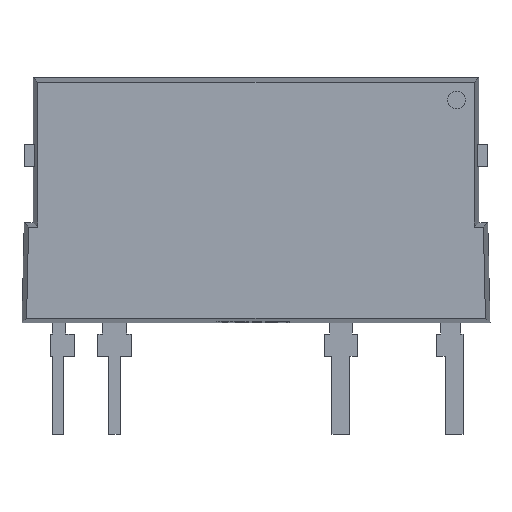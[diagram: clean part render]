
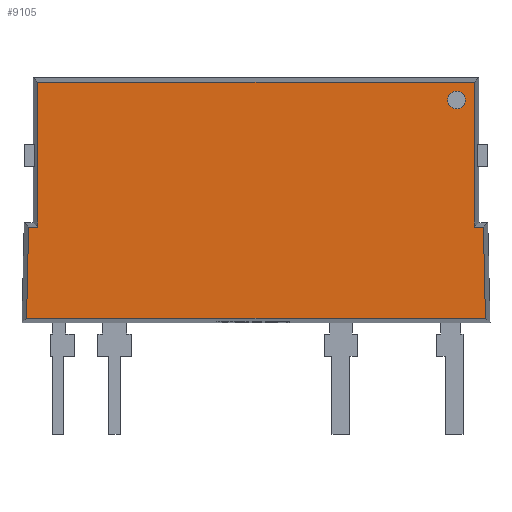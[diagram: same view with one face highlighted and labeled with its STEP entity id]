
A CAD part, front view. The second image highlights one B-rep face of the part: STEP entity #9105.
In plain terms, the highlighted planar face has unit normal (0, -1, 0).
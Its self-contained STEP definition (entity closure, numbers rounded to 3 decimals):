
#93 = ORIENTED_EDGE ( 'NONE', *, *, #8306, .F. ) ;
#312 = CARTESIAN_POINT ( 'NONE',  ( -10.204, -2.8, 4.3 ) ) ;
#345 = DIRECTION ( 'NONE',  ( 1., 0., 0. ) ) ;
#431 = ORIENTED_EDGE ( 'NONE', *, *, #10885, .F. ) ;
#501 = LINE ( 'NONE', #760, #7711 ) ;
#760 = CARTESIAN_POINT ( 'NONE',  ( 9.8, -2.8, 4.3 ) ) ;
#863 = DIRECTION ( 'NONE',  ( 0., 0., 1. ) ) ;
#886 = CARTESIAN_POINT ( 'NONE',  ( -9.8, -2.8, 4.3 ) ) ;
#1198 = ORIENTED_EDGE ( 'NONE', *, *, #9561, .F. ) ;
#1227 = VECTOR ( 'NONE', #5882, 1000. ) ;
#1355 = EDGE_CURVE ( 'NONE', #4308, #11347, #501, .T. ) ;
#1376 = ORIENTED_EDGE ( 'NONE', *, *, #3657, .F. ) ;
#1692 = ORIENTED_EDGE ( 'NONE', *, *, #14135, .F. ) ;
#1697 = VERTEX_POINT ( 'NONE', #11994 ) ;
#2042 = LINE ( 'NONE', #5841, #14843 ) ;
#2116 = LINE ( 'NONE', #12370, #7615 ) ;
#2172 = CARTESIAN_POINT ( 'NONE',  ( 10.296, -2.8, 0.2 ) ) ;
#2938 = CARTESIAN_POINT ( 'NONE',  ( -10.204, -2.8, 4.3 ) ) ;
#2943 = PLANE ( 'NONE',  #4404 ) ;
#3313 = CIRCLE ( 'NONE', #9213, 0.4 ) ;
#3657 = EDGE_CURVE ( 'NONE', #9067, #12308, #15289, .T. ) ;
#3932 = DIRECTION ( 'NONE',  ( 0.022, 0., 1. ) ) ;
#4292 = LINE ( 'NONE', #2938, #16515 ) ;
#4308 = VERTEX_POINT ( 'NONE', #12548 ) ;
#4404 = AXIS2_PLACEMENT_3D ( 'NONE', #16114, #6901, #5474 ) ;
#4572 = DIRECTION ( 'NONE',  ( 0., 0., -1. ) ) ;
#4747 = VERTEX_POINT ( 'NONE', #886 ) ;
#5004 = VECTOR ( 'NONE', #11282, 1000. ) ;
#5047 = CARTESIAN_POINT ( 'NONE',  ( 9., -2.8, 10. ) ) ;
#5242 = VERTEX_POINT ( 'NONE', #312 ) ;
#5414 = ORIENTED_EDGE ( 'NONE', *, *, #13850, .F. ) ;
#5474 = DIRECTION ( 'NONE',  ( 0., 0., 1. ) ) ;
#5803 = ORIENTED_EDGE ( 'NONE', *, *, #14605, .F. ) ;
#5841 = CARTESIAN_POINT ( 'NONE',  ( 9.8, -2.8, 10.8 ) ) ;
#5882 = DIRECTION ( 'NONE',  ( 1., 0., 0. ) ) ;
#6351 = EDGE_CURVE ( 'NONE', #15758, #4308, #2042, .T. ) ;
#6901 = DIRECTION ( 'NONE',  ( 0., 1., 0. ) ) ;
#7410 = CARTESIAN_POINT ( 'NONE',  ( 9.8, -2.8, 10.8 ) ) ;
#7615 = VECTOR ( 'NONE', #863, 1000. ) ;
#7656 = DIRECTION ( 'NONE',  ( 0., 0., -1. ) ) ;
#7711 = VECTOR ( 'NONE', #8298, 1000. ) ;
#7953 = CARTESIAN_POINT ( 'NONE',  ( -10.296, -2.8, 0.2 ) ) ;
#8298 = DIRECTION ( 'NONE',  ( 1., 0., 0. ) ) ;
#8306 = EDGE_CURVE ( 'NONE', #5242, #4747, #4292, .T. ) ;
#8413 = LINE ( 'NONE', #8758, #5004 ) ;
#8469 = CARTESIAN_POINT ( 'NONE',  ( 9., -2.8, 9.6 ) ) ;
#8645 = LINE ( 'NONE', #16032, #1227 ) ;
#8758 = CARTESIAN_POINT ( 'NONE',  ( 10.204, -2.8, 4.3 ) ) ;
#9067 = VERTEX_POINT ( 'NONE', #16036 ) ;
#9105 = ADVANCED_FACE ( 'NONE', ( #15874, #13384 ), #2943, .F. ) ;
#9146 = DIRECTION ( 'NONE',  ( 0., -1., 0. ) ) ;
#9213 = AXIS2_PLACEMENT_3D ( 'NONE', #11379, #16403, #12473 ) ;
#9216 = LINE ( 'NONE', #7953, #15227 ) ;
#9229 = CIRCLE ( 'NONE', #13277, 0.4 ) ;
#9553 = VERTEX_POINT ( 'NONE', #15670 ) ;
#9561 = EDGE_CURVE ( 'NONE', #12308, #5242, #9216, .T. ) ;
#9652 = CARTESIAN_POINT ( 'NONE',  ( -10.296, -2.8, 0.2 ) ) ;
#10254 = EDGE_CURVE ( 'NONE', #1697, #15758, #8645, .T. ) ;
#10527 = VECTOR ( 'NONE', #13905, 1000. ) ;
#10885 = EDGE_CURVE ( 'NONE', #11347, #9067, #8413, .T. ) ;
#11282 = DIRECTION ( 'NONE',  ( 0.022, 0., -1. ) ) ;
#11347 = VERTEX_POINT ( 'NONE', #14583 ) ;
#11379 = CARTESIAN_POINT ( 'NONE',  ( 9., -2.8, 10. ) ) ;
#11767 = EDGE_LOOP ( 'NONE', ( #5803, #1692 ) ) ;
#11994 = CARTESIAN_POINT ( 'NONE',  ( -9.8, -2.8, 10.8 ) ) ;
#12308 = VERTEX_POINT ( 'NONE', #9652 ) ;
#12370 = CARTESIAN_POINT ( 'NONE',  ( -9.8, -2.8, 4.3 ) ) ;
#12473 = DIRECTION ( 'NONE',  ( 0., 0., -1. ) ) ;
#12548 = CARTESIAN_POINT ( 'NONE',  ( 9.8, -2.8, 4.3 ) ) ;
#13072 = ORIENTED_EDGE ( 'NONE', *, *, #1355, .F. ) ;
#13277 = AXIS2_PLACEMENT_3D ( 'NONE', #5047, #9146, #7656 ) ;
#13384 = FACE_OUTER_BOUND ( 'NONE', #14184, .T. ) ;
#13850 = EDGE_CURVE ( 'NONE', #4747, #1697, #2116, .T. ) ;
#13905 = DIRECTION ( 'NONE',  ( -1., 0., 0. ) ) ;
#14135 = EDGE_CURVE ( 'NONE', #9553, #16081, #9229, .T. ) ;
#14184 = EDGE_LOOP ( 'NONE', ( #14703, #5414, #93, #1198, #1376, #431, #13072, #14255 ) ) ;
#14255 = ORIENTED_EDGE ( 'NONE', *, *, #6351, .F. ) ;
#14583 = CARTESIAN_POINT ( 'NONE',  ( 10.204, -2.8, 4.3 ) ) ;
#14605 = EDGE_CURVE ( 'NONE', #16081, #9553, #3313, .T. ) ;
#14703 = ORIENTED_EDGE ( 'NONE', *, *, #10254, .F. ) ;
#14843 = VECTOR ( 'NONE', #4572, 1000. ) ;
#15227 = VECTOR ( 'NONE', #3932, 1000. ) ;
#15289 = LINE ( 'NONE', #2172, #10527 ) ;
#15670 = CARTESIAN_POINT ( 'NONE',  ( 9., -2.8, 10.4 ) ) ;
#15758 = VERTEX_POINT ( 'NONE', #7410 ) ;
#15874 = FACE_BOUND ( 'NONE', #11767, .T. ) ;
#16032 = CARTESIAN_POINT ( 'NONE',  ( -9.8, -2.8, 10.8 ) ) ;
#16036 = CARTESIAN_POINT ( 'NONE',  ( 10.296, -2.8, 0.2 ) ) ;
#16081 = VERTEX_POINT ( 'NONE', #8469 ) ;
#16114 = CARTESIAN_POINT ( 'NONE',  ( 0., -2.8, 0. ) ) ;
#16403 = DIRECTION ( 'NONE',  ( 0., -1., 0. ) ) ;
#16515 = VECTOR ( 'NONE', #345, 1000. ) ;
